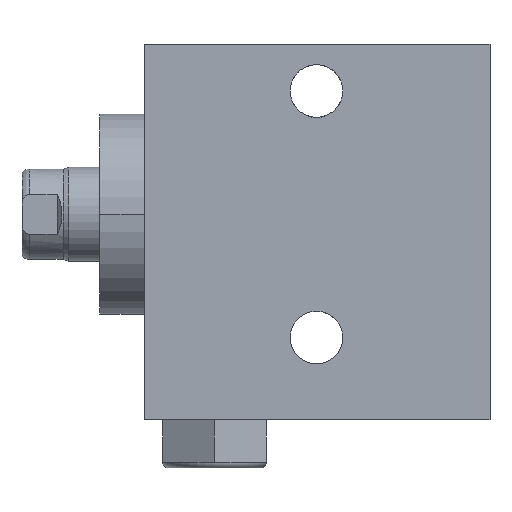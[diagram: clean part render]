
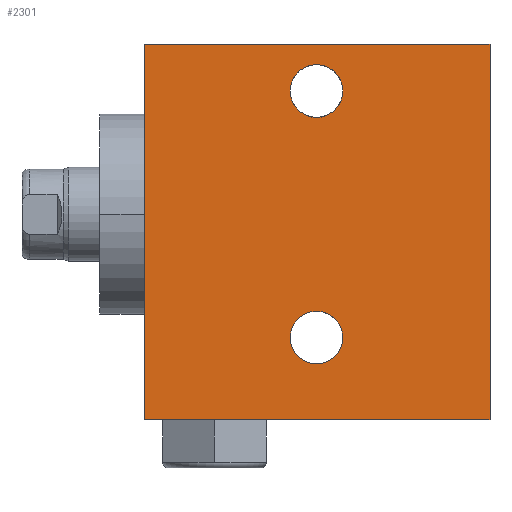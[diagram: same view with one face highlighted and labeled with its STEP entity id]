
A CAD part, front view. The second image highlights one B-rep face of the part: STEP entity #2301.
In plain terms, the highlighted planar face has unit normal (0, -1, 0).
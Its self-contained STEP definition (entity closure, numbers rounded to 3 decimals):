
#412=DIRECTION('',(0.,0.,-1.));
#413=VECTOR('',#412,50.8);
#414=CARTESIAN_POINT('',(0.,-14.288,23.012));
#415=LINE('',#414,#413);
#527=DIRECTION('',(1.,0.,0.));
#528=VECTOR('',#527,46.787);
#529=CARTESIAN_POINT('',(0.,-14.288,-27.788));
#530=LINE('',#529,#528);
#566=DIRECTION('',(1.,0.,0.));
#567=VECTOR('',#566,46.787);
#568=CARTESIAN_POINT('',(0.,-14.288,23.012));
#569=LINE('',#568,#567);
#573=CARTESIAN_POINT('',(23.317,-14.288,16.662));
#574=DIRECTION('',(0.,-1.,0.));
#575=DIRECTION('',(1.,0.,0.));
#576=AXIS2_PLACEMENT_3D('',#573,#574,#575);
#581=CARTESIAN_POINT('',(23.317,-14.288,16.662));
#582=DIRECTION('',(0.,-1.,0.));
#583=DIRECTION('',(-1.,0.,0.));
#584=AXIS2_PLACEMENT_3D('',#581,#582,#583);
#589=CARTESIAN_POINT('',(23.317,-14.288,-16.688));
#590=DIRECTION('',(0.,-1.,0.));
#591=DIRECTION('',(1.,0.,0.));
#592=AXIS2_PLACEMENT_3D('',#589,#590,#591);
#597=CARTESIAN_POINT('',(23.317,-14.288,-16.688));
#598=DIRECTION('',(0.,-1.,0.));
#599=DIRECTION('',(-1.,0.,0.));
#600=AXIS2_PLACEMENT_3D('',#597,#598,#599);
#626=DIRECTION('',(0.,0.,-1.));
#627=VECTOR('',#626,50.8);
#628=CARTESIAN_POINT('',(46.787,-14.288,23.012));
#629=LINE('',#628,#627);
#1439=CARTESIAN_POINT('',(0.,-14.288,23.012));
#1441=VERTEX_POINT('',#1439);
#1442=CARTESIAN_POINT('',(0.,-14.288,-27.788));
#1443=VERTEX_POINT('',#1442);
#1447=CARTESIAN_POINT('',(46.787,-14.288,23.012));
#1449=VERTEX_POINT('',#1447);
#1450=CARTESIAN_POINT('',(46.787,-14.288,-27.788));
#1451=VERTEX_POINT('',#1450);
#1462=CARTESIAN_POINT('',(26.886,-14.288,16.662));
#1463=CARTESIAN_POINT('',(19.749,-14.288,16.662));
#1464=VERTEX_POINT('',#1462);
#1465=VERTEX_POINT('',#1463);
#1476=CARTESIAN_POINT('',(26.886,-14.288,-16.688));
#1477=CARTESIAN_POINT('',(19.749,-14.288,-16.688));
#1478=VERTEX_POINT('',#1476);
#1479=VERTEX_POINT('',#1477);
#2277=CARTESIAN_POINT('',(0.,-14.288,23.012));
#2278=DIRECTION('',(0.,-1.,0.));
#2279=DIRECTION('',(0.,0.,-1.));
#2280=AXIS2_PLACEMENT_3D('',#2277,#2278,#2279);
#2281=PLANE('',#2280);
#2282=ORIENTED_EDGE('',*,*,#2184,.F.);
#2283=ORIENTED_EDGE('',*,*,#2220,.T.);
#2285=ORIENTED_EDGE('',*,*,#2284,.T.);
#2286=ORIENTED_EDGE('',*,*,#2257,.F.);
#2287=EDGE_LOOP('',(#2282,#2283,#2285,#2286));
#2288=FACE_OUTER_BOUND('',#2287,.F.);
#2290=ORIENTED_EDGE('',*,*,#2289,.T.);
#2292=ORIENTED_EDGE('',*,*,#2291,.T.);
#2293=EDGE_LOOP('',(#2290,#2292));
#2294=FACE_BOUND('',#2293,.F.);
#2296=ORIENTED_EDGE('',*,*,#2295,.T.);
#2298=ORIENTED_EDGE('',*,*,#2297,.T.);
#2299=EDGE_LOOP('',(#2296,#2298));
#2300=FACE_BOUND('',#2299,.F.);
#577=CIRCLE('',#576,3.569);
#585=CIRCLE('',#584,3.569);
#593=CIRCLE('',#592,3.569);
#601=CIRCLE('',#600,3.569);
#2184=EDGE_CURVE('',#1441,#1443,#415,.T.);
#2220=EDGE_CURVE('',#1441,#1449,#569,.T.);
#2257=EDGE_CURVE('',#1443,#1451,#530,.T.);
#2284=EDGE_CURVE('',#1449,#1451,#629,.T.);
#2289=EDGE_CURVE('',#1464,#1465,#577,.T.);
#2291=EDGE_CURVE('',#1465,#1464,#585,.T.);
#2295=EDGE_CURVE('',#1478,#1479,#593,.T.);
#2297=EDGE_CURVE('',#1479,#1478,#601,.T.);
#2301=ADVANCED_FACE('',(#2288,#2294,#2300),#2281,.T.);
